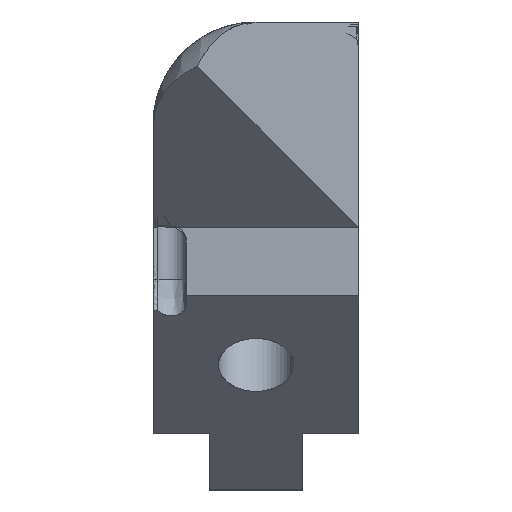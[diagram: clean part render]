
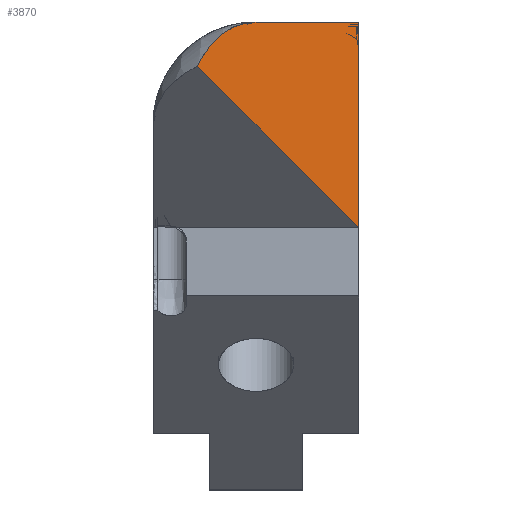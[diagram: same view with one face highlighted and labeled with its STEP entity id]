
A CAD part, front view. The second image highlights one B-rep face of the part: STEP entity #3870.
In plain terms, the highlighted free-form (B-spline) face has degree [1, 1] with [3, 2] control points.
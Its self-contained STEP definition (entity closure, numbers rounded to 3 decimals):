
#32=LINE('',#13663,#44);
#44=VECTOR('',#4291,10.);
#425=FACE_OUTER_BOUND('',#591,.T.);
#591=EDGE_LOOP('',(#3518,#3519,#3520,#3521,#3522,#3523,#3524,#3525,#3526,
#3527));
#1230=B_SPLINE_CURVE_WITH_KNOTS('',3,(#13641,#13642,#13643,#13644,#13645,
#13646,#13647,#13648,#13649,#13650,#13651,#13652,#13653),.UNSPECIFIED.,
 .F.,.F.,(4,3,3,3,4),(0.,0.027,0.054,0.098,
0.141),.UNSPECIFIED.);
#1231=B_SPLINE_CURVE_WITH_KNOTS('',3,(#13655,#13656,#13657,#13658,#13659,
#13660,#13661),.UNSPECIFIED.,.F.,.F.,(4,3,4),(-0.037,-0.018,
0.),.UNSPECIFIED.);
#1232=B_SPLINE_CURVE_WITH_KNOTS('',3,(#13665,#13666,#13667,#13668,#13669,
#13670,#13671),.UNSPECIFIED.,.F.,.F.,(4,3,4),(-0.028,-0.019,
0.),.UNSPECIFIED.);
#1233=B_SPLINE_CURVE_WITH_KNOTS('',3,(#13673,#13674,#13675,#13676),
 .UNSPECIFIED.,.F.,.F.,(4,4),(0.,1.533),.UNSPECIFIED.);
#1234=B_SPLINE_CURVE_WITH_KNOTS('',3,(#13678,#13679,#13680,#13681,#13682,
#13683,#13684),.UNSPECIFIED.,.F.,.F.,(4,3,4),(0.,0.529,1.057),
 .UNSPECIFIED.);
#1235=B_SPLINE_CURVE_WITH_KNOTS('',3,(#13686,#13687,#13688,#13689),
 .UNSPECIFIED.,.F.,.F.,(4,4),(0.,1.088),.UNSPECIFIED.);
#1236=B_SPLINE_CURVE_WITH_KNOTS('',3,(#13691,#13692,#13693,#13694),
 .UNSPECIFIED.,.F.,.F.,(4,4),(0.,1.905),.UNSPECIFIED.);
#1237=B_SPLINE_CURVE_WITH_KNOTS('',1,(#13696,#13697),.UNSPECIFIED.,.F.,
 .F.,(2,2),(-0.691,-0.183),.UNSPECIFIED.);
#1238=B_SPLINE_CURVE_WITH_KNOTS('',3,(#13698,#13699,#13700,#13701),
 .UNSPECIFIED.,.F.,.F.,(4,4),(-0.049,0.),.UNSPECIFIED.);
#1988=VERTEX_POINT('',#13639);
#1989=VERTEX_POINT('',#13640);
#1990=VERTEX_POINT('',#13654);
#1991=VERTEX_POINT('',#13662);
#1992=VERTEX_POINT('',#13664);
#1993=VERTEX_POINT('',#13672);
#1994=VERTEX_POINT('',#13677);
#1995=VERTEX_POINT('',#13685);
#1996=VERTEX_POINT('',#13690);
#1997=VERTEX_POINT('',#13695);
#2750=EDGE_CURVE('',#1988,#1989,#1230,.T.);
#2751=EDGE_CURVE('',#1989,#1990,#1231,.T.);
#2752=EDGE_CURVE('',#1990,#1991,#32,.T.);
#2753=EDGE_CURVE('',#1991,#1992,#1232,.T.);
#2754=EDGE_CURVE('',#1992,#1993,#1233,.T.);
#2755=EDGE_CURVE('',#1993,#1994,#1234,.T.);
#2756=EDGE_CURVE('',#1994,#1995,#1235,.T.);
#2757=EDGE_CURVE('',#1995,#1996,#1236,.T.);
#2758=EDGE_CURVE('',#1996,#1997,#1237,.T.);
#2759=EDGE_CURVE('',#1997,#1988,#1238,.T.);
#3518=ORIENTED_EDGE('',*,*,#2750,.T.);
#3519=ORIENTED_EDGE('',*,*,#2751,.T.);
#3520=ORIENTED_EDGE('',*,*,#2752,.T.);
#3521=ORIENTED_EDGE('',*,*,#2753,.T.);
#3522=ORIENTED_EDGE('',*,*,#2754,.T.);
#3523=ORIENTED_EDGE('',*,*,#2755,.T.);
#3524=ORIENTED_EDGE('',*,*,#2756,.T.);
#3525=ORIENTED_EDGE('',*,*,#2757,.T.);
#3526=ORIENTED_EDGE('',*,*,#2758,.T.);
#3527=ORIENTED_EDGE('',*,*,#2759,.T.);
#3712=B_SPLINE_SURFACE_WITH_KNOTS('',1,1,((#13633,#13634),(#13635,#13636),
(#13637,#13638)),.UNSPECIFIED.,.F.,.F.,.F.,(2,1,2),(2,2),(-0.999,
-0.535,0.),(0.,1.),.UNSPECIFIED.);
#3870=ADVANCED_FACE('',(#425),#3712,.T.);
#4291=DIRECTION('',(0.,0.,1.));
#13633=CARTESIAN_POINT('Ctrl Pts',(50.461,-169.852,279.508));
#13634=CARTESIAN_POINT('Ctrl Pts',(50.461,-169.852,240.762));
#13635=CARTESIAN_POINT('Ctrl Pts',(39.284,-181.029,290.686));
#13636=CARTESIAN_POINT('Ctrl Pts',(39.284,-181.029,251.94));
#13637=CARTESIAN_POINT('Ctrl Pts',(26.406,-193.905,303.563));
#13638=CARTESIAN_POINT('Ctrl Pts',(26.406,-193.905,264.817));
#13639=CARTESIAN_POINT('',(50.23,-170.083,273.033));
#13640=CARTESIAN_POINT('',(50.123,-170.19,274.431));
#13641=CARTESIAN_POINT('Ctrl Pts',(50.23,-170.083,273.033));
#13642=CARTESIAN_POINT('Ctrl Pts',(50.231,-170.082,273.111));
#13643=CARTESIAN_POINT('Ctrl Pts',(50.221,-170.092,273.219));
#13644=CARTESIAN_POINT('Ctrl Pts',(50.214,-170.099,273.304));
#13645=CARTESIAN_POINT('Ctrl Pts',(50.204,-170.108,273.411));
#13646=CARTESIAN_POINT('Ctrl Pts',(50.2,-170.112,273.467));
#13647=CARTESIAN_POINT('Ctrl Pts',(50.193,-170.12,273.573));
#13648=CARTESIAN_POINT('Ctrl Pts',(50.18,-170.133,273.743));
#13649=CARTESIAN_POINT('Ctrl Pts',(50.173,-170.14,273.831));
#13650=CARTESIAN_POINT('Ctrl Pts',(50.158,-170.154,274.003));
#13651=CARTESIAN_POINT('Ctrl Pts',(50.146,-170.166,274.146));
#13652=CARTESIAN_POINT('Ctrl Pts',(50.135,-170.178,274.288));
#13653=CARTESIAN_POINT('Ctrl Pts',(50.123,-170.19,274.431));
#13654=CARTESIAN_POINT('',(50.284,-170.029,274.698));
#13655=CARTESIAN_POINT('Ctrl Pts',(50.123,-170.19,274.431));
#13656=CARTESIAN_POINT('Ctrl Pts',(50.161,-170.151,274.462));
#13657=CARTESIAN_POINT('Ctrl Pts',(50.193,-170.119,274.49));
#13658=CARTESIAN_POINT('Ctrl Pts',(50.224,-170.088,274.539));
#13659=CARTESIAN_POINT('Ctrl Pts',(50.248,-170.065,274.577));
#13660=CARTESIAN_POINT('Ctrl Pts',(50.274,-170.039,274.635));
#13661=CARTESIAN_POINT('Ctrl Pts',(50.284,-170.029,274.698));
#13662=CARTESIAN_POINT('',(50.284,-170.029,274.788));
#13663=CARTESIAN_POINT('',(50.284,-170.029,274.698));
#13664=CARTESIAN_POINT('',(50.122,-170.19,274.925));
#13665=CARTESIAN_POINT('Ctrl Pts',(50.284,-170.029,274.788));
#13666=CARTESIAN_POINT('Ctrl Pts',(50.278,-170.034,274.816));
#13667=CARTESIAN_POINT('Ctrl Pts',(50.268,-170.045,274.844));
#13668=CARTESIAN_POINT('Ctrl Pts',(50.247,-170.066,274.868));
#13669=CARTESIAN_POINT('Ctrl Pts',(50.206,-170.107,274.916));
#13670=CARTESIAN_POINT('Ctrl Pts',(50.154,-170.159,274.925));
#13671=CARTESIAN_POINT('Ctrl Pts',(50.122,-170.19,274.925));
#13672=CARTESIAN_POINT('',(39.284,-181.029,274.925));
#13673=CARTESIAN_POINT('Ctrl Pts',(50.122,-170.19,274.925));
#13674=CARTESIAN_POINT('Ctrl Pts',(46.51,-173.803,274.925));
#13675=CARTESIAN_POINT('Ctrl Pts',(42.897,-177.416,274.925));
#13676=CARTESIAN_POINT('Ctrl Pts',(39.284,-181.029,274.925));
#13677=CARTESIAN_POINT('',(33.001,-187.311,270.208));
#13678=CARTESIAN_POINT('Ctrl Pts',(39.284,-181.029,274.925));
#13679=CARTESIAN_POINT('Ctrl Pts',(37.966,-182.346,274.925));
#13680=CARTESIAN_POINT('Ctrl Pts',(36.77,-183.542,274.473));
#13681=CARTESIAN_POINT('Ctrl Pts',(35.726,-184.586,273.681));
#13682=CARTESIAN_POINT('Ctrl Pts',(34.666,-185.646,272.876));
#13683=CARTESIAN_POINT('Ctrl Pts',(33.74,-186.572,271.7));
#13684=CARTESIAN_POINT('Ctrl Pts',(33.001,-187.311,270.208));
#13685=CARTESIAN_POINT('',(39.284,-181.029,263.925));
#13686=CARTESIAN_POINT('Ctrl Pts',(33.001,-187.311,270.208));
#13687=CARTESIAN_POINT('Ctrl Pts',(35.095,-185.217,268.114));
#13688=CARTESIAN_POINT('Ctrl Pts',(37.189,-183.123,266.019));
#13689=CARTESIAN_POINT('Ctrl Pts',(39.284,-181.029,263.925));
#13690=CARTESIAN_POINT('',(50.284,-170.029,252.925));
#13691=CARTESIAN_POINT('Ctrl Pts',(39.284,-181.029,263.925));
#13692=CARTESIAN_POINT('Ctrl Pts',(42.95,-177.362,260.258));
#13693=CARTESIAN_POINT('Ctrl Pts',(46.617,-173.696,256.592));
#13694=CARTESIAN_POINT('Ctrl Pts',(50.284,-170.029,252.925));
#13695=CARTESIAN_POINT('',(50.284,-170.029,272.59));
#13696=CARTESIAN_POINT('Ctrl Pts',(50.284,-170.029,252.925));
#13697=CARTESIAN_POINT('Ctrl Pts',(50.284,-170.029,272.59));
#13698=CARTESIAN_POINT('Ctrl Pts',(50.284,-170.029,272.59));
#13699=CARTESIAN_POINT('Ctrl Pts',(50.242,-170.07,272.746));
#13700=CARTESIAN_POINT('Ctrl Pts',(50.227,-170.085,272.896));
#13701=CARTESIAN_POINT('Ctrl Pts',(50.23,-170.083,273.033));
